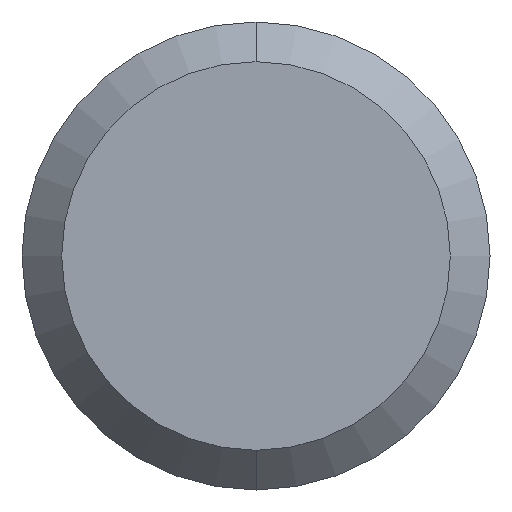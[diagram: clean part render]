
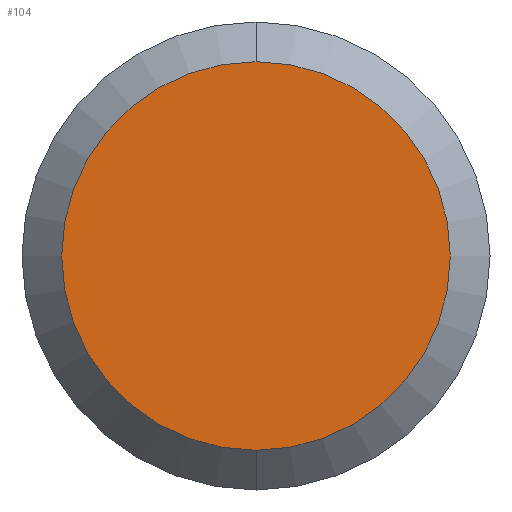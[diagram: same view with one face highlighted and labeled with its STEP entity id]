
A CAD part, front view. The second image highlights one B-rep face of the part: STEP entity #104.
In plain terms, the highlighted planar face has unit normal (0, -1, 0).
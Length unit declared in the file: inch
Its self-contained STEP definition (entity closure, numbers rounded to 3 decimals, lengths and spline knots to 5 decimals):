
#20 = DIRECTION ( 'NONE',  ( 0., 1., 0. ) ) ;
#44 = CIRCLE ( 'NONE', #118, 0.09796 ) ;
#61 = DIRECTION ( 'NONE',  ( 0., 0., 1. ) ) ;
#62 = DIRECTION ( 'NONE',  ( 0., -1., 0. ) ) ;
#64 = DIRECTION ( 'NONE',  ( 0., 0., 1. ) ) ;
#73 = DIRECTION ( 'NONE',  ( 0., 0., 1. ) ) ;
#81 = EDGE_CURVE ( 'NONE', #250, #229, #182, .T. ) ;
#83 = CARTESIAN_POINT ( 'NONE',  ( 0., 0., 0. ) ) ;
#92 = CARTESIAN_POINT ( 'NONE',  ( 0., 0., 0. ) ) ;
#102 = ORIENTED_EDGE ( 'NONE', *, *, #81, .T. ) ;
#104 = ADVANCED_FACE ( 'NONE', ( #144 ), #273, .F. ) ;
#117 = DIRECTION ( 'NONE',  ( 0., -1., 0. ) ) ;
#118 = AXIS2_PLACEMENT_3D ( 'NONE', #92, #117, #73 ) ;
#133 = CARTESIAN_POINT ( 'NONE',  ( 0., 0., 0.09796 ) ) ;
#137 = AXIS2_PLACEMENT_3D ( 'NONE', #83, #20, #64 ) ;
#144 = FACE_OUTER_BOUND ( 'NONE', #149, .T. ) ;
#149 = EDGE_LOOP ( 'NONE', ( #102, #238 ) ) ;
#168 = AXIS2_PLACEMENT_3D ( 'NONE', #183, #62, #61 ) ;
#182 = CIRCLE ( 'NONE', #168, 0.09796 ) ;
#183 = CARTESIAN_POINT ( 'NONE',  ( 0., 0., 0. ) ) ;
#223 = CARTESIAN_POINT ( 'NONE',  ( 0., 0., -0.09796 ) ) ;
#229 = VERTEX_POINT ( 'NONE', #223 ) ;
#237 = EDGE_CURVE ( 'NONE', #229, #250, #44, .T. ) ;
#238 = ORIENTED_EDGE ( 'NONE', *, *, #237, .T. ) ;
#250 = VERTEX_POINT ( 'NONE', #133 ) ;
#273 = PLANE ( 'NONE',  #137 ) ;
